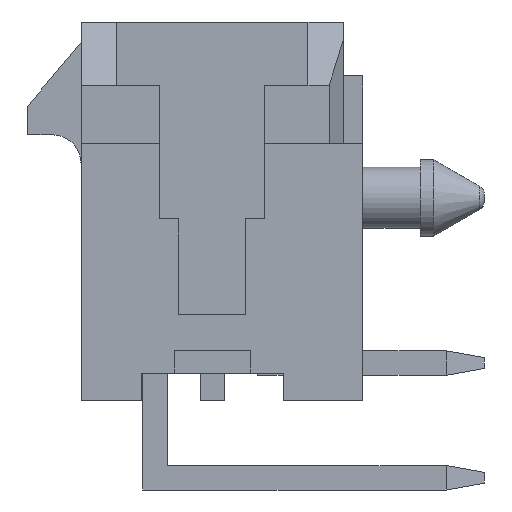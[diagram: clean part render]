
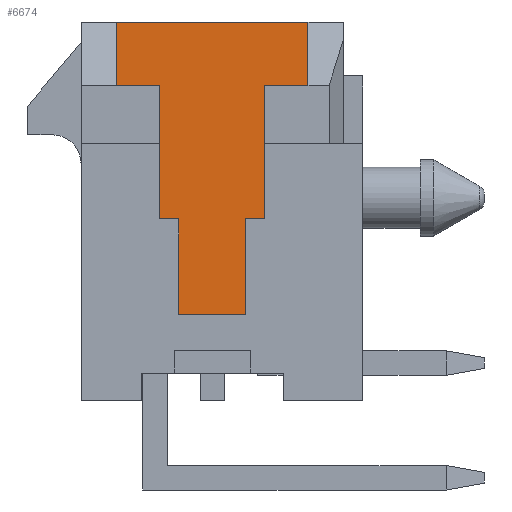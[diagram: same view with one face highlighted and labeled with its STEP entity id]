
A CAD part, left-side view. The second image highlights one B-rep face of the part: STEP entity #6674.
In plain terms, the highlighted planar face has unit normal (-1, 0, 0).
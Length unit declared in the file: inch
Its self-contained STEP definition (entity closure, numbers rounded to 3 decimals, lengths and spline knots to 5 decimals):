
#3 = CARTESIAN_POINT ( 'NONE',  ( -0.19451, -0.09843, 0.12992 ) ) ;
#77 = VERTEX_POINT ( 'NONE', #8240 ) ;
#299 = VECTOR ( 'NONE', #3049, 39.37008 ) ;
#368 = CARTESIAN_POINT ( 'NONE',  ( -0.19451, 0.09843, 0.19488 ) ) ;
#401 = DIRECTION ( 'NONE',  ( 0., 0., -1. ) ) ;
#472 = VERTEX_POINT ( 'NONE', #12123 ) ;
#638 = EDGE_CURVE ( 'NONE', #11395, #11324, #5565, .T. ) ;
#640 = DIRECTION ( 'NONE',  ( 0., 1., 0. ) ) ;
#790 = DIRECTION ( 'NONE',  ( 0., -1., 0. ) ) ;
#864 = EDGE_LOOP ( 'NONE', ( #1408, #2568, #4804, #6975, #5453, #10114, #7928, #8273, #7825, #4082, #9457, #12207 ) ) ;
#914 = VERTEX_POINT ( 'NONE', #8061 ) ;
#1010 = EDGE_CURVE ( 'NONE', #472, #10958, #9437, .T. ) ;
#1078 = LINE ( 'NONE', #5339, #9941 ) ;
#1249 = CARTESIAN_POINT ( 'NONE',  ( -0.19451, 0.09843, 0.12992 ) ) ;
#1305 = VERTEX_POINT ( 'NONE', #5417 ) ;
#1365 = LINE ( 'NONE', #3313, #10492 ) ;
#1408 = ORIENTED_EDGE ( 'NONE', *, *, #4394, .F. ) ;
#1555 = EDGE_CURVE ( 'NONE', #2032, #1305, #8517, .T. ) ;
#1750 = CARTESIAN_POINT ( 'NONE',  ( -0.19451, 0.09843, 0.12992 ) ) ;
#2032 = VERTEX_POINT ( 'NONE', #10282 ) ;
#2445 = VECTOR ( 'NONE', #3141, 39.37008 ) ;
#2568 = ORIENTED_EDGE ( 'NONE', *, *, #1010, .T. ) ;
#2575 = DIRECTION ( 'NONE',  ( 0., 0., -1. ) ) ;
#3049 = DIRECTION ( 'NONE',  ( 0., 0., 1. ) ) ;
#3066 = DIRECTION ( 'NONE',  ( 0., 1., 0. ) ) ;
#3141 = DIRECTION ( 'NONE',  ( 0., -1., 0. ) ) ;
#3313 = CARTESIAN_POINT ( 'NONE',  ( -0.19451, -0.03445, -0.11024 ) ) ;
#3385 = VECTOR ( 'NONE', #12122, 39.37008 ) ;
#3480 = EDGE_CURVE ( 'NONE', #11503, #77, #9447, .T. ) ;
#3507 = VECTOR ( 'NONE', #8429, 39.37008 ) ;
#3543 = VECTOR ( 'NONE', #9263, 39.37008 ) ;
#3920 = CARTESIAN_POINT ( 'NONE',  ( -0.19451, -0.09843, 0.19488 ) ) ;
#4082 = ORIENTED_EDGE ( 'NONE', *, *, #11155, .F. ) ;
#4217 = CARTESIAN_POINT ( 'NONE',  ( -0.19451, 0.09843, 0.12992 ) ) ;
#4289 = DIRECTION ( 'NONE',  ( 0., 1., 0. ) ) ;
#4366 = VERTEX_POINT ( 'NONE', #4217 ) ;
#4394 = EDGE_CURVE ( 'NONE', #472, #914, #1078, .T. ) ;
#4527 = LINE ( 'NONE', #10433, #5845 ) ;
#4578 = VECTOR ( 'NONE', #640, 39.37008 ) ;
#4804 = ORIENTED_EDGE ( 'NONE', *, *, #5706, .T. ) ;
#4805 = EDGE_CURVE ( 'NONE', #11324, #2032, #8277, .T. ) ;
#5215 = VERTEX_POINT ( 'NONE', #3920 ) ;
#5339 = CARTESIAN_POINT ( 'NONE',  ( -0.19451, -0.05413, 0.12992 ) ) ;
#5417 = CARTESIAN_POINT ( 'NONE',  ( -0.19451, 0.05413, 0.12992 ) ) ;
#5453 = ORIENTED_EDGE ( 'NONE', *, *, #11881, .F. ) ;
#5469 = CARTESIAN_POINT ( 'NONE',  ( -0.19451, 0.09843, 0.19488 ) ) ;
#5552 = CARTESIAN_POINT ( 'NONE',  ( -0.19451, -0.03445, -0.11024 ) ) ;
#5565 = LINE ( 'NONE', #8686, #299 ) ;
#5611 = CARTESIAN_POINT ( 'NONE',  ( -0.19451, -0.03445, -0.11024 ) ) ;
#5706 = EDGE_CURVE ( 'NONE', #10958, #5215, #10910, .T. ) ;
#5729 = VERTEX_POINT ( 'NONE', #5469 ) ;
#5845 = VECTOR ( 'NONE', #6703, 39.37008 ) ;
#6463 = CARTESIAN_POINT ( 'NONE',  ( -0.19451, -0.09843, 0.12992 ) ) ;
#6588 = CARTESIAN_POINT ( 'NONE',  ( -0.19451, 0.05413, 0.07008 ) ) ;
#6674 = ADVANCED_FACE ( 'NONE', ( #10458 ), #9725, .F. ) ;
#6697 = LINE ( 'NONE', #368, #2445 ) ;
#6703 = DIRECTION ( 'NONE',  ( 0., -1., 0. ) ) ;
#6975 = ORIENTED_EDGE ( 'NONE', *, *, #9879, .F. ) ;
#7815 = VECTOR ( 'NONE', #3066, 39.37008 ) ;
#7825 = ORIENTED_EDGE ( 'NONE', *, *, #638, .F. ) ;
#7896 = DIRECTION ( 'NONE',  ( 1., 0., 0. ) ) ;
#7928 = ORIENTED_EDGE ( 'NONE', *, *, #1555, .F. ) ;
#8061 = CARTESIAN_POINT ( 'NONE',  ( -0.19451, -0.05413, -0.00787 ) ) ;
#8240 = CARTESIAN_POINT ( 'NONE',  ( -0.19451, -0.03445, -0.00787 ) ) ;
#8273 = ORIENTED_EDGE ( 'NONE', *, *, #4805, .F. ) ;
#8277 = LINE ( 'NONE', #11040, #4578 ) ;
#8429 = DIRECTION ( 'NONE',  ( 0., 0., 1. ) ) ;
#8517 = LINE ( 'NONE', #6588, #3507 ) ;
#8686 = CARTESIAN_POINT ( 'NONE',  ( -0.19451, 0.03445, -0.11024 ) ) ;
#8821 = DIRECTION ( 'NONE',  ( 0., 0., 1. ) ) ;
#9263 = DIRECTION ( 'NONE',  ( 0., 0., 1. ) ) ;
#9437 = LINE ( 'NONE', #1750, #11067 ) ;
#9447 = LINE ( 'NONE', #5552, #3543 ) ;
#9457 = ORIENTED_EDGE ( 'NONE', *, *, #3480, .T. ) ;
#9725 = PLANE ( 'NONE',  #12209 ) ;
#9750 = VECTOR ( 'NONE', #8821, 39.37008 ) ;
#9777 = CARTESIAN_POINT ( 'NONE',  ( -0.19451, 0.09843, 0.12992 ) ) ;
#9879 = EDGE_CURVE ( 'NONE', #5729, #5215, #6697, .T. ) ;
#9941 = VECTOR ( 'NONE', #2575, 39.37008 ) ;
#9989 = CARTESIAN_POINT ( 'NONE',  ( -0.19451, 0.03445, -0.11024 ) ) ;
#10068 = CARTESIAN_POINT ( 'NONE',  ( -0.19451, 0.03445, -0.00787 ) ) ;
#10114 = ORIENTED_EDGE ( 'NONE', *, *, #12155, .T. ) ;
#10182 = LINE ( 'NONE', #1249, #9750 ) ;
#10282 = CARTESIAN_POINT ( 'NONE',  ( -0.19451, 0.05413, -0.00787 ) ) ;
#10331 = LINE ( 'NONE', #11661, #7815 ) ;
#10433 = CARTESIAN_POINT ( 'NONE',  ( -0.19451, 0.09843, 0.12992 ) ) ;
#10458 = FACE_OUTER_BOUND ( 'NONE', #864, .T. ) ;
#10492 = VECTOR ( 'NONE', #4289, 39.37008 ) ;
#10910 = LINE ( 'NONE', #6463, #3385 ) ;
#10958 = VERTEX_POINT ( 'NONE', #3 ) ;
#11040 = CARTESIAN_POINT ( 'NONE',  ( -0.19451, 0.03445, -0.00787 ) ) ;
#11067 = VECTOR ( 'NONE', #790, 39.37008 ) ;
#11073 = EDGE_CURVE ( 'NONE', #914, #77, #10331, .T. ) ;
#11155 = EDGE_CURVE ( 'NONE', #11503, #11395, #1365, .T. ) ;
#11324 = VERTEX_POINT ( 'NONE', #10068 ) ;
#11395 = VERTEX_POINT ( 'NONE', #9989 ) ;
#11503 = VERTEX_POINT ( 'NONE', #5611 ) ;
#11661 = CARTESIAN_POINT ( 'NONE',  ( -0.19451, -0.05413, -0.00787 ) ) ;
#11881 = EDGE_CURVE ( 'NONE', #4366, #5729, #10182, .T. ) ;
#12122 = DIRECTION ( 'NONE',  ( 0., 0., 1. ) ) ;
#12123 = CARTESIAN_POINT ( 'NONE',  ( -0.19451, -0.05413, 0.12992 ) ) ;
#12155 = EDGE_CURVE ( 'NONE', #4366, #1305, #4527, .T. ) ;
#12207 = ORIENTED_EDGE ( 'NONE', *, *, #11073, .F. ) ;
#12209 = AXIS2_PLACEMENT_3D ( 'NONE', #9777, #7896, #401 ) ;
